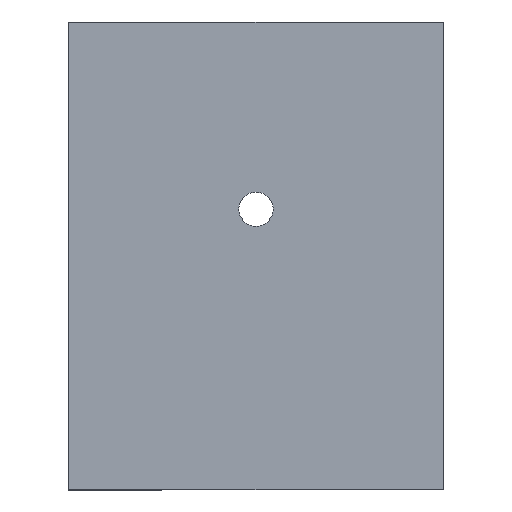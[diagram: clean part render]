
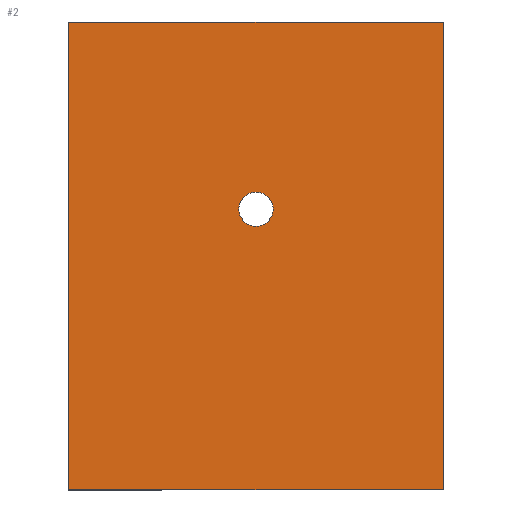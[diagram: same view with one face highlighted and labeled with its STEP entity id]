
A CAD part, top view. The second image highlights one B-rep face of the part: STEP entity #2.
In plain terms, the highlighted planar face has unit normal (0, 0, 1).
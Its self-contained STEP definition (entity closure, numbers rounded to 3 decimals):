
#2 = ADVANCED_FACE ( 'NONE', ( #252, #331 ), #251, .F. ) ;
#16 = AXIS2_PLACEMENT_3D ( 'NONE', #200, #224, #46 ) ;
#25 = ORIENTED_EDGE ( 'NONE', *, *, #198, .T. ) ;
#34 = EDGE_CURVE ( 'NONE', #146, #347, #118, .T. ) ;
#43 = VECTOR ( 'NONE', #358, 1000. ) ;
#44 = VERTEX_POINT ( 'NONE', #289 ) ;
#46 = DIRECTION ( 'NONE',  ( -1., 0., 0. ) ) ;
#56 = DIRECTION ( 'NONE',  ( 1., 0., 0. ) ) ;
#62 = ORIENTED_EDGE ( 'NONE', *, *, #67, .F. ) ;
#67 = EDGE_CURVE ( 'NONE', #123, #44, #138, .T. ) ;
#71 = ORIENTED_EDGE ( 'NONE', *, *, #129, .T. ) ;
#84 = DIRECTION ( 'NONE',  ( 0., 1., 0. ) ) ;
#96 = DIRECTION ( 'NONE',  ( 1., 0., 0. ) ) ;
#98 = VERTEX_POINT ( 'NONE', #261 ) ;
#114 = EDGE_CURVE ( 'NONE', #347, #197, #242, .T. ) ;
#118 = LINE ( 'NONE', #229, #321 ) ;
#121 = CARTESIAN_POINT ( 'NONE',  ( -60., 75., 10. ) ) ;
#123 = VERTEX_POINT ( 'NONE', #232 ) ;
#129 = EDGE_CURVE ( 'NONE', #98, #146, #155, .T. ) ;
#138 = CIRCLE ( 'NONE', #161, 5.5 ) ;
#140 = DIRECTION ( 'NONE',  ( -1., 0., 0. ) ) ;
#146 = VERTEX_POINT ( 'NONE', #334 ) ;
#148 = CARTESIAN_POINT ( 'NONE',  ( 0., 15., 10. ) ) ;
#155 = LINE ( 'NONE', #211, #304 ) ;
#161 = AXIS2_PLACEMENT_3D ( 'NONE', #148, #295, #290 ) ;
#163 = DIRECTION ( 'NONE',  ( 0., 0., 1. ) ) ;
#197 = VERTEX_POINT ( 'NONE', #121 ) ;
#198 = EDGE_CURVE ( 'NONE', #197, #98, #388, .T. ) ;
#200 = CARTESIAN_POINT ( 'NONE',  ( 0., 0., 10. ) ) ;
#205 = ORIENTED_EDGE ( 'NONE', *, *, #228, .F. ) ;
#208 = CARTESIAN_POINT ( 'NONE',  ( 60., 75., 10. ) ) ;
#211 = CARTESIAN_POINT ( 'NONE',  ( 60., -75., 10. ) ) ;
#224 = DIRECTION ( 'NONE',  ( 0., 0., -1. ) ) ;
#228 = EDGE_CURVE ( 'NONE', #44, #123, #364, .T. ) ;
#229 = CARTESIAN_POINT ( 'NONE',  ( 60., 75., 10. ) ) ;
#232 = CARTESIAN_POINT ( 'NONE',  ( -5.5, 15., 10. ) ) ;
#242 = LINE ( 'NONE', #208, #379 ) ;
#248 = EDGE_LOOP ( 'NONE', ( #205, #62 ) ) ;
#251 = PLANE ( 'NONE',  #16 ) ;
#252 = FACE_BOUND ( 'NONE', #248, .T. ) ;
#261 = CARTESIAN_POINT ( 'NONE',  ( -60., -75., 10. ) ) ;
#270 = CARTESIAN_POINT ( 'NONE',  ( 0., 15., 10. ) ) ;
#274 = ORIENTED_EDGE ( 'NONE', *, *, #114, .T. ) ;
#289 = CARTESIAN_POINT ( 'NONE',  ( 5.5, 15., 10. ) ) ;
#290 = DIRECTION ( 'NONE',  ( 1., 0., 0. ) ) ;
#295 = DIRECTION ( 'NONE',  ( 0., 0., 1. ) ) ;
#304 = VECTOR ( 'NONE', #56, 1000. ) ;
#318 = AXIS2_PLACEMENT_3D ( 'NONE', #270, #163, #96 ) ;
#321 = VECTOR ( 'NONE', #84, 1000. ) ;
#326 = CARTESIAN_POINT ( 'NONE',  ( -60., 75., 10. ) ) ;
#331 = FACE_OUTER_BOUND ( 'NONE', #380, .T. ) ;
#334 = CARTESIAN_POINT ( 'NONE',  ( 60., -75., 10. ) ) ;
#347 = VERTEX_POINT ( 'NONE', #374 ) ;
#358 = DIRECTION ( 'NONE',  ( 0., -1., 0. ) ) ;
#364 = CIRCLE ( 'NONE', #318, 5.5 ) ;
#374 = CARTESIAN_POINT ( 'NONE',  ( 60., 75., 10. ) ) ;
#379 = VECTOR ( 'NONE', #140, 1000. ) ;
#380 = EDGE_LOOP ( 'NONE', ( #25, #71, #393, #274 ) ) ;
#388 = LINE ( 'NONE', #326, #43 ) ;
#393 = ORIENTED_EDGE ( 'NONE', *, *, #34, .T. ) ;
